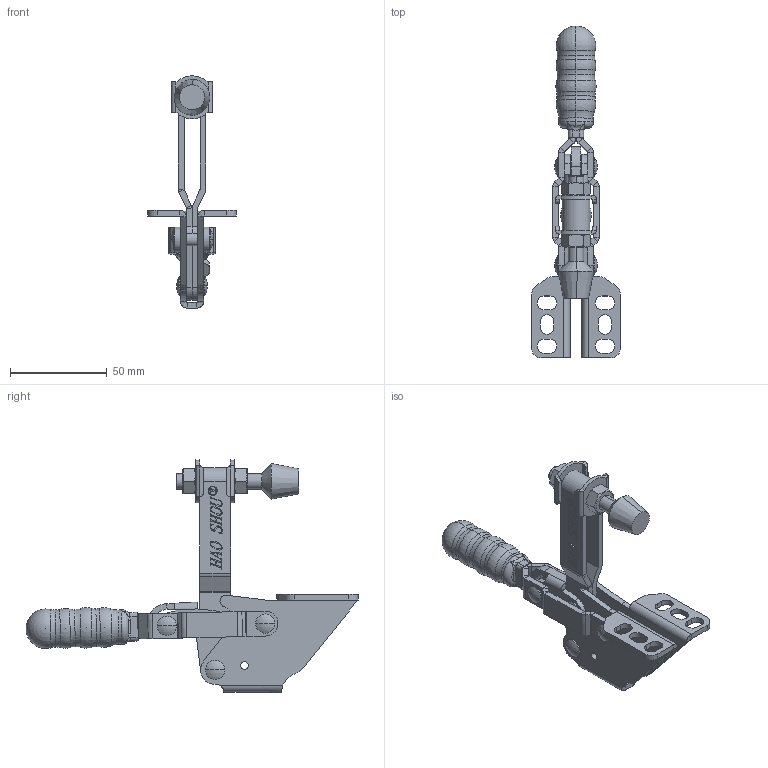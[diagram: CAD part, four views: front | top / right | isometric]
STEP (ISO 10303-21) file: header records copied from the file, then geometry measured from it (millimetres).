
FILE_DESCRIPTION (( 'STEP AP203' ), '1' );
FILE_NAME ('HS-12130-SM.STEP', '2019-10-14T00:33:44', ( '微软用户' ), ( '微软中国' ), 'SwSTEP 2.0', 'SolidWorks 2012', '' );
FILE_SCHEMA (( 'CONFIG_CONTROL_DESIGN' ));
Products named in the file (14): HS-12130-SM; hex nuts, style 1-grades ab gb_GB_FASTENER_NUT_SNAB1 M8-N; FW-516; 2#忒參杶; 12130-SM揤參; 酗种; 傻种; 蟀裝; 眻忒梟蚾饜极; 忒梟; U倰揤參蚾饜极; hexagon head bolts-full thread gb_GB_FASTENER_BOLT_STBAB A M8X55-C; 揤輸; SM-菁釱
Assembly tree (18 placements, depth 3):
  HS-12130-SM
    SM-菁釱
    U倰揤參蚾饜极
      揤輸
      hexagon head bolts-full thread gb_GB_FASTENER_BOLT_STBAB A M8X55-C
    眻忒梟蚾饜极
      忒梟  x2
    蟀裝
    傻种  x2
    酗种  x2
    12130-SM揤參
    2#忒參杶
    FW-516  x2
    hex nuts, style 1-grades ab gb_GB_FASTENER_NUT_SNAB1 M8-N  x2
Bounding box: 46 x 171.97 x 120.26 mm (x, y, z)
Volume: 62931.5 mm3; surface area: 47263.6 mm2
Topology: 16 solids, 16 shells, 961 faces, 2465 edges, 1561 vertices
Faces by surface type: plane 505, cylinder 209, bspline 177, cone 28, sphere 24, torus 18
Entity records: 36167 total; most frequent: CARTESIAN_POINT 15004, ORIENTED_EDGE 4334, DIRECTION 3550, EDGE_CURVE 2167, VERTEX_POINT 1385, VECTOR 1344, LINE 1344, AXIS2_PLACEMENT_3D 1103
